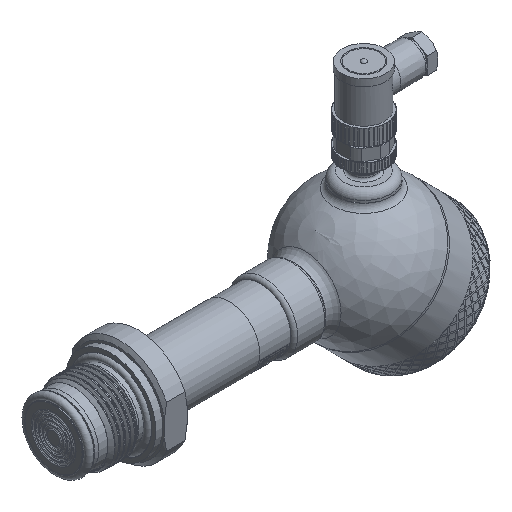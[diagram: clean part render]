
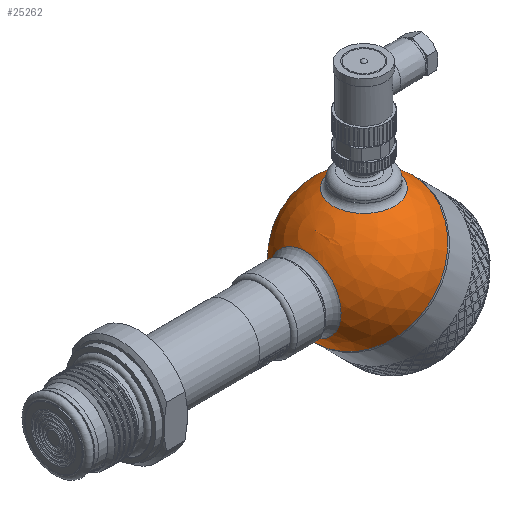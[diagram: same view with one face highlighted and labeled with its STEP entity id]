
A CAD part, isometric view. The second image highlights one B-rep face of the part: STEP entity #25262.
In plain terms, the highlighted spherical face has radius 30 mm.
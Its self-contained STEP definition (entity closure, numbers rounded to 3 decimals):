
#39=SPHERICAL_SURFACE('',#26820,30.);
#4145=FACE_BOUND('',#7755,.T.);
#4146=FACE_BOUND('',#7756,.T.);
#6088=FACE_OUTER_BOUND('',#7754,.T.);
#7754=EDGE_LOOP('',(#18654,#18655,#18656,#18657));
#7755=EDGE_LOOP('',(#18658));
#7756=EDGE_LOOP('',(#18659));
#9335=CIRCLE('',#26817,15.643);
#9338=CIRCLE('',#26821,30.);
#9339=CIRCLE('',#26822,30.);
#9340=CIRCLE('',#26823,30.);
#9341=CIRCLE('',#26824,13.5);
#10643=VERTEX_POINT('',#43292);
#10645=VERTEX_POINT('',#43298);
#10646=VERTEX_POINT('',#43299);
#10647=VERTEX_POINT('',#43301);
#10648=VERTEX_POINT('',#43304);
#13647=EDGE_CURVE('',#10643,#10643,#9335,.T.);
#13650=EDGE_CURVE('',#10645,#10646,#9338,.T.);
#13651=EDGE_CURVE('',#10645,#10647,#9339,.T.);
#13652=EDGE_CURVE('',#10646,#10645,#9340,.T.);
#13653=EDGE_CURVE('',#10648,#10648,#9341,.T.);
#18654=ORIENTED_EDGE('',*,*,#13650,.F.);
#18655=ORIENTED_EDGE('',*,*,#13651,.T.);
#18656=ORIENTED_EDGE('',*,*,#13651,.F.);
#18657=ORIENTED_EDGE('',*,*,#13652,.F.);
#18658=ORIENTED_EDGE('',*,*,#13647,.F.);
#18659=ORIENTED_EDGE('',*,*,#13653,.F.);
#25262=ADVANCED_FACE('',(#6088,#4145,#4146),#39,.T.);
#26817=AXIS2_PLACEMENT_3D('',#43293,#28879,#28880);
#26820=AXIS2_PLACEMENT_3D('',#43297,#28885,#28886);
#26821=AXIS2_PLACEMENT_3D('',#43300,#28887,#28888);
#26822=AXIS2_PLACEMENT_3D('',#43302,#28889,#28890);
#26823=AXIS2_PLACEMENT_3D('',#43303,#28891,#28892);
#26824=AXIS2_PLACEMENT_3D('',#43305,#28893,#28894);
#28879=DIRECTION('center_axis',(-0.707,0.,0.707));
#28880=DIRECTION('ref_axis',(0.707,0.,0.707));
#28885=DIRECTION('center_axis',(1.,0.,0.));
#28886=DIRECTION('ref_axis',(0.,-1.,0.));
#28887=DIRECTION('center_axis',(1.,0.,0.));
#28888=DIRECTION('ref_axis',(0.,1.,0.));
#28889=DIRECTION('center_axis',(0.,0.,1.));
#28890=DIRECTION('ref_axis',(0.,1.,0.));
#28891=DIRECTION('center_axis',(1.,0.,0.));
#28892=DIRECTION('ref_axis',(0.,1.,0.));
#28893=DIRECTION('center_axis',(-0.707,0.,-0.707));
#28894=DIRECTION('ref_axis',(-0.707,0.,0.707));
#43292=CARTESIAN_POINT('',(-29.162,0.,7.04));
#43293=CARTESIAN_POINT('Origin',(-18.101,0.,18.101));
#43297=CARTESIAN_POINT('Origin',(0.,0.,0.));
#43298=CARTESIAN_POINT('',(0.,30.,0.));
#43299=CARTESIAN_POINT('',(0.,-30.,0.));
#43300=CARTESIAN_POINT('Origin',(0.,0.,0.));
#43301=CARTESIAN_POINT('',(-30.,0.,0.));
#43302=CARTESIAN_POINT('Origin',(0.,0.,0.));
#43303=CARTESIAN_POINT('Origin',(0.,0.,0.));
#43304=CARTESIAN_POINT('',(-9.398,0.,-28.49));
#43305=CARTESIAN_POINT('Origin',(-18.944,0.,-18.944));
